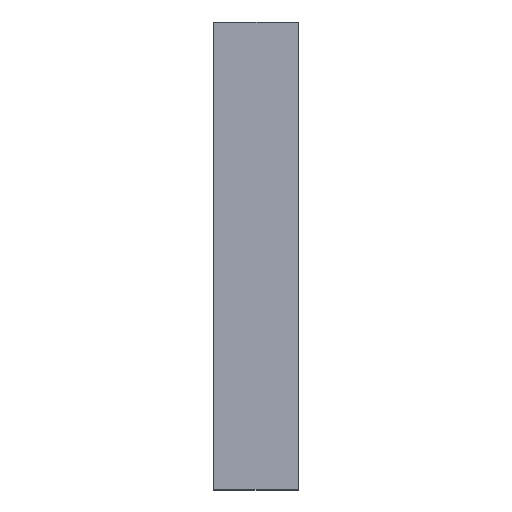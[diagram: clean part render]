
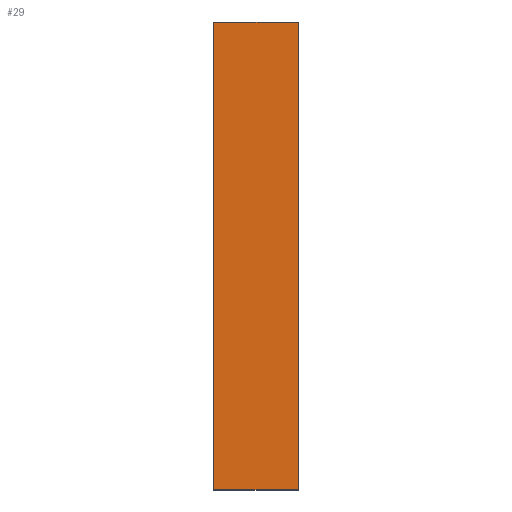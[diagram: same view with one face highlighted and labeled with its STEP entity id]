
A CAD part, top view. The second image highlights one B-rep face of the part: STEP entity #29.
In plain terms, the highlighted planar face has unit normal (0, 0, 1).
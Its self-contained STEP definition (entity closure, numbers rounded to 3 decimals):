
#6 = DIRECTION ( 'NONE',  ( 0., 0., 1. ) ) ;
#10 = LINE ( 'NONE', #101, #131 ) ;
#14 = EDGE_CURVE ( 'NONE', #124, #163, #137, .T. ) ;
#16 = LINE ( 'NONE', #42, #99 ) ;
#17 = ORIENTED_EDGE ( 'NONE', *, *, #122, .T. ) ;
#18 = ORIENTED_EDGE ( 'NONE', *, *, #47, .T. ) ;
#21 = CARTESIAN_POINT ( 'NONE',  ( -18., 100., 2. ) ) ;
#24 = DIRECTION ( 'NONE',  ( -1., 0., 0. ) ) ;
#29 = ADVANCED_FACE ( 'NONE', ( #167 ), #145, .T. ) ;
#33 = EDGE_CURVE ( 'NONE', #146, #124, #86, .T. ) ;
#35 = VECTOR ( 'NONE', #85, 1000. ) ;
#42 = CARTESIAN_POINT ( 'NONE',  ( 18., 100., 2. ) ) ;
#47 = EDGE_CURVE ( 'NONE', #66, #146, #10, .T. ) ;
#48 = ORIENTED_EDGE ( 'NONE', *, *, #14, .T. ) ;
#66 = VERTEX_POINT ( 'NONE', #73 ) ;
#72 = ORIENTED_EDGE ( 'NONE', *, *, #33, .T. ) ;
#73 = CARTESIAN_POINT ( 'NONE',  ( 18., 100., 2. ) ) ;
#85 = DIRECTION ( 'NONE',  ( 0., -1., 0. ) ) ;
#86 = LINE ( 'NONE', #21, #35 ) ;
#87 = CARTESIAN_POINT ( 'NONE',  ( -18., -100., 2. ) ) ;
#93 = VECTOR ( 'NONE', #126, 1000. ) ;
#99 = VECTOR ( 'NONE', #108, 1000. ) ;
#101 = CARTESIAN_POINT ( 'NONE',  ( -18., 100., 2. ) ) ;
#107 = CARTESIAN_POINT ( 'NONE',  ( 18., -100., 2. ) ) ;
#108 = DIRECTION ( 'NONE',  ( 0., 1., 0. ) ) ;
#112 = CARTESIAN_POINT ( 'NONE',  ( 0., 0., 2. ) ) ;
#122 = EDGE_CURVE ( 'NONE', #163, #66, #16, .T. ) ;
#124 = VERTEX_POINT ( 'NONE', #148 ) ;
#126 = DIRECTION ( 'NONE',  ( 1., 0., 0. ) ) ;
#129 = DIRECTION ( 'NONE',  ( 1., 0., 0. ) ) ;
#131 = VECTOR ( 'NONE', #24, 1000. ) ;
#137 = LINE ( 'NONE', #87, #93 ) ;
#145 = PLANE ( 'NONE',  #152 ) ;
#146 = VERTEX_POINT ( 'NONE', #198 ) ;
#148 = CARTESIAN_POINT ( 'NONE',  ( -18., -100., 2. ) ) ;
#152 = AXIS2_PLACEMENT_3D ( 'NONE', #112, #6, #129 ) ;
#163 = VERTEX_POINT ( 'NONE', #107 ) ;
#167 = FACE_OUTER_BOUND ( 'NONE', #190, .T. ) ;
#190 = EDGE_LOOP ( 'NONE', ( #17, #18, #72, #48 ) ) ;
#198 = CARTESIAN_POINT ( 'NONE',  ( -18., 100., 2. ) ) ;
